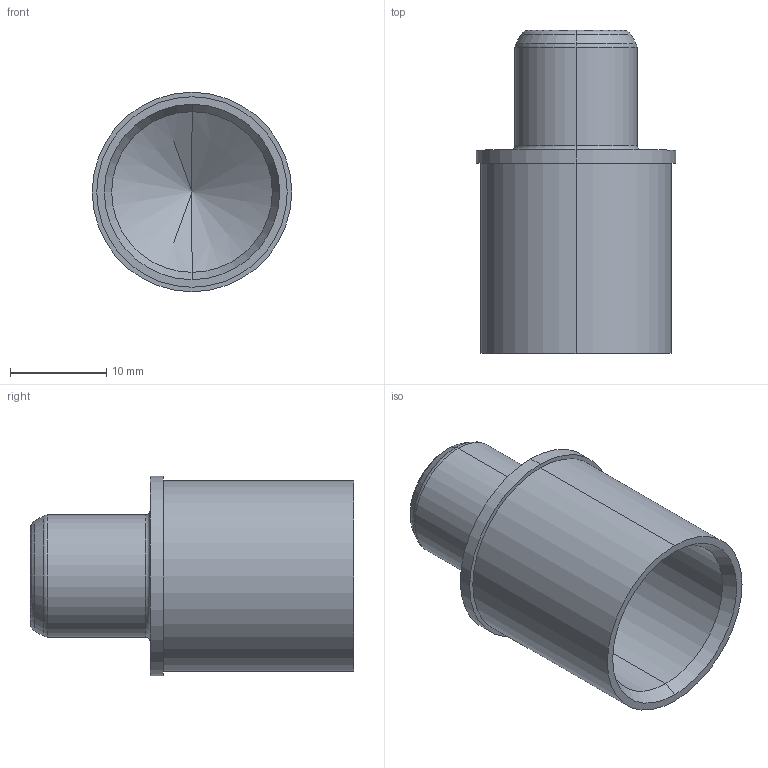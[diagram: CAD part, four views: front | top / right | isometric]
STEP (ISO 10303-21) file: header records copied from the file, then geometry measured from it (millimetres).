
FILE_DESCRIPTION (( 'STEP AP214' ), '1' );
FILE_NAME ('12.7mm_Pin_4-0AWG_9104-07924-02104.STEP', '2018-10-01T18:56:16', ( 'Admin' ), ( 'Microsoft' ), 'SwSTEP 2.0', 'SolidWorks 2017', '' );
FILE_SCHEMA (( 'AUTOMOTIVE_DESIGN' ));
Length unit declared in the file: millimetre
Products named in the file (1): 12.7mm_Pin_4-0AWG_9104-07924-02104
Bounding box: 20.76 x 33.62 x 20.76 mm (x, y, z)
Volume: 4041.8 mm3; surface area: 3347.6 mm2
Topology: 1 solids, 1 shells, 24 faces, 48 edges, 27 vertices
Faces by surface type: cylinder 8, cone 6, torus 6, plane 4
Entity records: 648 total; most frequent: DIRECTION 128, CARTESIAN_POINT 98, ORIENTED_EDGE 92, AXIS2_PLACEMENT_3D 57, EDGE_CURVE 46, CIRCLE 32, VERTEX_POINT 27, EDGE_LOOP 27
